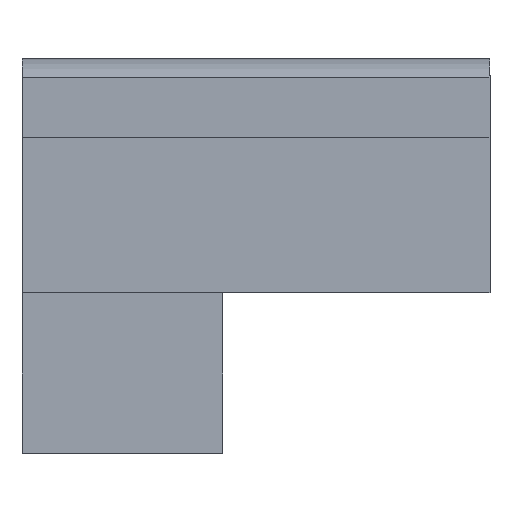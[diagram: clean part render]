
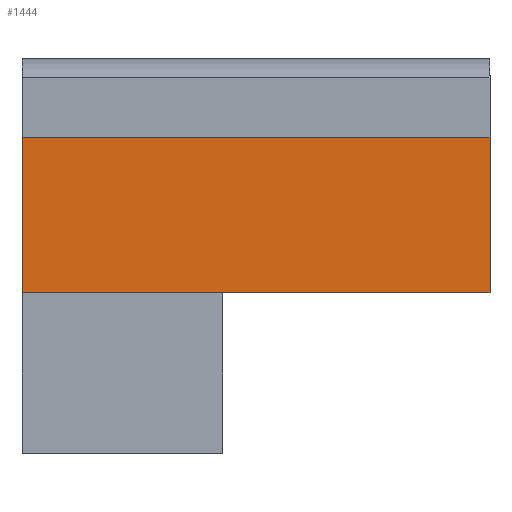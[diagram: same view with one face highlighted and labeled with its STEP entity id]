
A CAD part, front view. The second image highlights one B-rep face of the part: STEP entity #1444.
In plain terms, the highlighted planar face has unit normal (0, -1, 0).
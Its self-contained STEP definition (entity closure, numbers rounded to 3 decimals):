
#102 = PLANE('',#103);
#103 = AXIS2_PLACEMENT_3D('',#104,#105,#106);
#104 = CARTESIAN_POINT('',(-18.,0.,-4.652));
#105 = DIRECTION('',(1.,0.,0.));
#106 = DIRECTION('',(0.,0.,1.));
#290 = PLANE('',#291);
#291 = AXIS2_PLACEMENT_3D('',#292,#293,#294);
#292 = CARTESIAN_POINT('',(0.,-16.,-5.8));
#293 = DIRECTION('',(0.,0.,-1.));
#294 = DIRECTION('',(0.,1.,0.));
#459 = PLANE('',#460);
#460 = AXIS2_PLACEMENT_3D('',#461,#462,#463);
#461 = CARTESIAN_POINT('',(-0.5,0.008,-3.713));
#462 = DIRECTION('',(1.,0.,0.));
#463 = DIRECTION('',(0.,1.,0.));
#551 = VERTEX_POINT('',#552);
#552 = CARTESIAN_POINT('',(-18.,-16.,0.));
#566 = PLANE('',#567);
#567 = AXIS2_PLACEMENT_3D('',#568,#569,#570);
#568 = CARTESIAN_POINT('',(0.,-16.,2.25));
#569 = DIRECTION('',(0.,-1.,0.));
#570 = DIRECTION('',(0.,0.,-1.));
#578 = EDGE_CURVE('',#551,#579,#581,.T.);
#579 = VERTEX_POINT('',#580);
#580 = CARTESIAN_POINT('',(-18.,-16.,-5.8));
#581 = SURFACE_CURVE('',#582,(#586,#593),.PCURVE_S1.);
#582 = LINE('',#583,#584);
#583 = CARTESIAN_POINT('',(-18.,-16.,0.));
#584 = VECTOR('',#585,1.);
#585 = DIRECTION('',(0.,0.,-1.));
#586 = PCURVE('',#102,#587);
#587 = DEFINITIONAL_REPRESENTATION('',(#588),#592);
#588 = LINE('',#589,#590);
#589 = CARTESIAN_POINT('',(4.652,16.));
#590 = VECTOR('',#591,1.);
#591 = DIRECTION('',(-1.,0.));
#592 = ( GEOMETRIC_REPRESENTATION_CONTEXT(2) 
PARAMETRIC_REPRESENTATION_CONTEXT() REPRESENTATION_CONTEXT('2D SPACE',''
  ) );
#593 = PCURVE('',#594,#599);
#594 = PLANE('',#595);
#595 = AXIS2_PLACEMENT_3D('',#596,#597,#598);
#596 = CARTESIAN_POINT('',(0.,-16.,0.));
#597 = DIRECTION('',(0.,-1.,0.));
#598 = DIRECTION('',(0.,0.,-1.));
#599 = DEFINITIONAL_REPRESENTATION('',(#600),#604);
#600 = LINE('',#601,#602);
#601 = CARTESIAN_POINT('',(0.,-18.));
#602 = VECTOR('',#603,1.);
#603 = DIRECTION('',(1.,0.));
#604 = ( GEOMETRIC_REPRESENTATION_CONTEXT(2) 
PARAMETRIC_REPRESENTATION_CONTEXT() REPRESENTATION_CONTEXT('2D SPACE',''
  ) );
#622 = PLANE('',#623);
#623 = AXIS2_PLACEMENT_3D('',#624,#625,#626);
#624 = CARTESIAN_POINT('',(0.,-16.,-5.8));
#625 = DIRECTION('',(0.,-1.,0.));
#626 = DIRECTION('',(0.,0.,-1.));
#986 = VERTEX_POINT('',#987);
#987 = CARTESIAN_POINT('',(-0.5,-16.,-5.8));
#1008 = EDGE_CURVE('',#986,#1009,#1011,.T.);
#1009 = VERTEX_POINT('',#1010);
#1010 = CARTESIAN_POINT('',(-10.5,-16.,-5.8));
#1011 = SURFACE_CURVE('',#1012,(#1016,#1023),.PCURVE_S1.);
#1012 = LINE('',#1013,#1014);
#1013 = CARTESIAN_POINT('',(0.,-16.,-5.8));
#1014 = VECTOR('',#1015,1.);
#1015 = DIRECTION('',(-1.,0.,0.));
#1016 = PCURVE('',#290,#1017);
#1017 = DEFINITIONAL_REPRESENTATION('',(#1018),#1022);
#1018 = LINE('',#1019,#1020);
#1019 = CARTESIAN_POINT('',(0.,0.));
#1020 = VECTOR('',#1021,1.);
#1021 = DIRECTION('',(0.,-1.));
#1022 = ( GEOMETRIC_REPRESENTATION_CONTEXT(2) 
PARAMETRIC_REPRESENTATION_CONTEXT() REPRESENTATION_CONTEXT('2D SPACE',''
  ) );
#1023 = PCURVE('',#594,#1024);
#1024 = DEFINITIONAL_REPRESENTATION('',(#1025),#1029);
#1025 = LINE('',#1026,#1027);
#1026 = CARTESIAN_POINT('',(5.8,0.));
#1027 = VECTOR('',#1028,1.);
#1028 = DIRECTION('',(0.,-1.));
#1029 = ( GEOMETRIC_REPRESENTATION_CONTEXT(2) 
PARAMETRIC_REPRESENTATION_CONTEXT() REPRESENTATION_CONTEXT('2D SPACE',''
  ) );
#1291 = VERTEX_POINT('',#1292);
#1292 = CARTESIAN_POINT('',(-0.5,-16.,0.));
#1313 = EDGE_CURVE('',#986,#1291,#1314,.T.);
#1314 = SURFACE_CURVE('',#1315,(#1319,#1326),.PCURVE_S1.);
#1315 = LINE('',#1316,#1317);
#1316 = CARTESIAN_POINT('',(-0.5,-16.,-1.857));
#1317 = VECTOR('',#1318,1.);
#1318 = DIRECTION('',(0.,0.,1.));
#1319 = PCURVE('',#459,#1320);
#1320 = DEFINITIONAL_REPRESENTATION('',(#1321),#1325);
#1321 = LINE('',#1322,#1323);
#1322 = CARTESIAN_POINT('',(-16.008,1.857));
#1323 = VECTOR('',#1324,1.);
#1324 = DIRECTION('',(0.,1.));
#1325 = ( GEOMETRIC_REPRESENTATION_CONTEXT(2) 
PARAMETRIC_REPRESENTATION_CONTEXT() REPRESENTATION_CONTEXT('2D SPACE',''
  ) );
#1326 = PCURVE('',#594,#1327);
#1327 = DEFINITIONAL_REPRESENTATION('',(#1328),#1332);
#1328 = LINE('',#1329,#1330);
#1329 = CARTESIAN_POINT('',(1.857,-0.5));
#1330 = VECTOR('',#1331,1.);
#1331 = DIRECTION('',(-1.,0.));
#1332 = ( GEOMETRIC_REPRESENTATION_CONTEXT(2) 
PARAMETRIC_REPRESENTATION_CONTEXT() REPRESENTATION_CONTEXT('2D SPACE',''
  ) );
#1424 = EDGE_CURVE('',#1291,#551,#1425,.T.);
#1425 = SURFACE_CURVE('',#1426,(#1430,#1437),.PCURVE_S1.);
#1426 = LINE('',#1427,#1428);
#1427 = CARTESIAN_POINT('',(0.,-16.,0.));
#1428 = VECTOR('',#1429,1.);
#1429 = DIRECTION('',(-1.,0.,0.));
#1430 = PCURVE('',#566,#1431);
#1431 = DEFINITIONAL_REPRESENTATION('',(#1432),#1436);
#1432 = LINE('',#1433,#1434);
#1433 = CARTESIAN_POINT('',(2.25,0.));
#1434 = VECTOR('',#1435,1.);
#1435 = DIRECTION('',(0.,-1.));
#1436 = ( GEOMETRIC_REPRESENTATION_CONTEXT(2) 
PARAMETRIC_REPRESENTATION_CONTEXT() REPRESENTATION_CONTEXT('2D SPACE',''
  ) );
#1437 = PCURVE('',#594,#1438);
#1438 = DEFINITIONAL_REPRESENTATION('',(#1439),#1443);
#1439 = LINE('',#1440,#1441);
#1440 = CARTESIAN_POINT('',(0.,0.));
#1441 = VECTOR('',#1442,1.);
#1442 = DIRECTION('',(0.,-1.));
#1443 = ( GEOMETRIC_REPRESENTATION_CONTEXT(2) 
PARAMETRIC_REPRESENTATION_CONTEXT() REPRESENTATION_CONTEXT('2D SPACE',''
  ) );
#1444 = ADVANCED_FACE('',(#1445),#594,.T.);
#1445 = FACE_BOUND('',#1446,.T.);
#1446 = EDGE_LOOP('',(#1447,#1448,#1449,#1450,#1471));
#1447 = ORIENTED_EDGE('',*,*,#1313,.T.);
#1448 = ORIENTED_EDGE('',*,*,#1424,.T.);
#1449 = ORIENTED_EDGE('',*,*,#578,.T.);
#1450 = ORIENTED_EDGE('',*,*,#1451,.F.);
#1451 = EDGE_CURVE('',#1009,#579,#1452,.T.);
#1452 = SURFACE_CURVE('',#1453,(#1457,#1464),.PCURVE_S1.);
#1453 = LINE('',#1454,#1455);
#1454 = CARTESIAN_POINT('',(0.,-16.,-5.8));
#1455 = VECTOR('',#1456,1.);
#1456 = DIRECTION('',(-1.,0.,0.));
#1457 = PCURVE('',#594,#1458);
#1458 = DEFINITIONAL_REPRESENTATION('',(#1459),#1463);
#1459 = LINE('',#1460,#1461);
#1460 = CARTESIAN_POINT('',(5.8,0.));
#1461 = VECTOR('',#1462,1.);
#1462 = DIRECTION('',(0.,-1.));
#1463 = ( GEOMETRIC_REPRESENTATION_CONTEXT(2) 
PARAMETRIC_REPRESENTATION_CONTEXT() REPRESENTATION_CONTEXT('2D SPACE',''
  ) );
#1464 = PCURVE('',#622,#1465);
#1465 = DEFINITIONAL_REPRESENTATION('',(#1466),#1470);
#1466 = LINE('',#1467,#1468);
#1467 = CARTESIAN_POINT('',(0.,0.));
#1468 = VECTOR('',#1469,1.);
#1469 = DIRECTION('',(0.,-1.));
#1470 = ( GEOMETRIC_REPRESENTATION_CONTEXT(2) 
PARAMETRIC_REPRESENTATION_CONTEXT() REPRESENTATION_CONTEXT('2D SPACE',''
  ) );
#1471 = ORIENTED_EDGE('',*,*,#1008,.F.);
